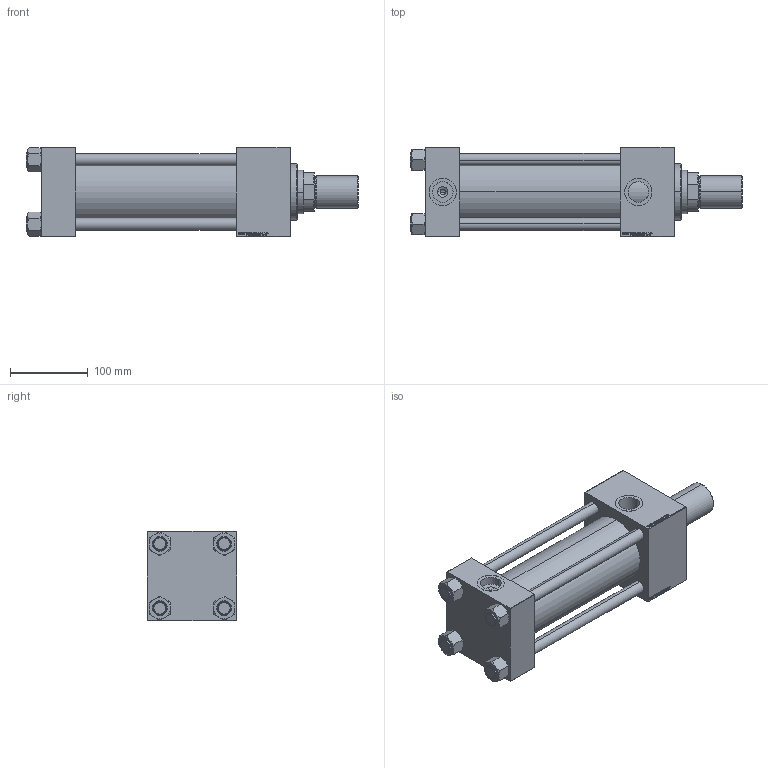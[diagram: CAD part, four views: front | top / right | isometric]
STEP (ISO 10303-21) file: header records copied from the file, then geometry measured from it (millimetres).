
FILE_DESCRIPTION (( 'STEP AP203' ), '1' );
FILE_NAME ('1f5c.STEP', '2022-04-16T11:05:33', ( '' ), ( '' ), 'SwSTEP 2.0', 'SolidWorks 2019', '' );
FILE_SCHEMA (( 'CONFIG_CONTROL_DESIGN' ));
Length unit declared in the file: millimetre
Products named in the file (7): V215CR_C_Body 1fe4437355245da5d0d4c35684f3d3b7; V215CR_C_TYCINKA 1fe4437355245da5d0d4c35684f3d3b7; NUT_M5_C 1fe4437355245da5d0d4c35684f3d3b7; 1f5c; V215_VC_A 1fe4437355245da5d0d4c35684f3d3b7; V215CR_VCP_C 1fe4437355245da5d0d4c35684f3d3b7; ROD_END_AH 1fe4437355245da5d0d4c35684f3d3b7
Assembly tree (12 placements, depth 2):
  1f5c
    V215CR_C_Body 1fe4437355245da5d0d4c35684f3d3b7
    V215CR_VCP_C 1fe4437355245da5d0d4c35684f3d3b7
    NUT_M5_C 1fe4437355245da5d0d4c35684f3d3b7  x4
    V215CR_C_TYCINKA 1fe4437355245da5d0d4c35684f3d3b7  x4
    V215_VC_A 1fe4437355245da5d0d4c35684f3d3b7
    ROD_END_AH 1fe4437355245da5d0d4c35684f3d3b7
Bounding box: 426 x 115 x 115 mm (x, y, z)
Volume: 2506118.1 mm3; surface area: 416500.5 mm2
Topology: 12 solids, 12 shells, 1213 faces, 3066 edges, 1995 vertices
Faces by surface type: plane 579, bspline 392, cone 140, cylinder 92, torus 10
Entity records: 51283 total; most frequent: CARTESIAN_POINT 27328, ORIENTED_EDGE 5396, DIRECTION 3466, EDGE_CURVE 2698, VERTEX_POINT 1773, VECTOR 1624, LINE 1624, EDGE_LOOP 1187
